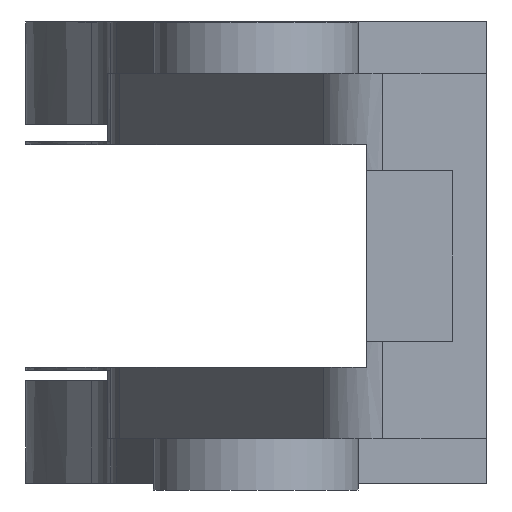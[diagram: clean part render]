
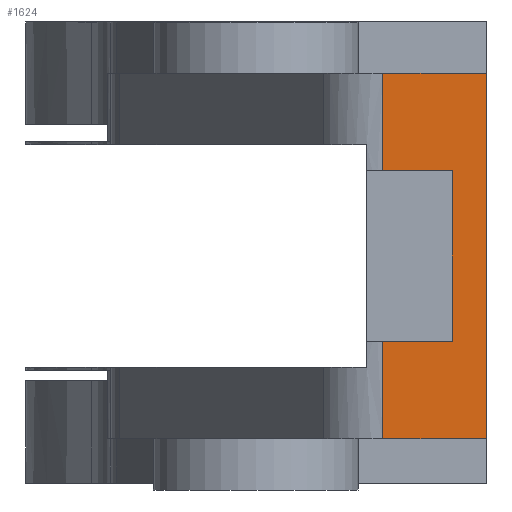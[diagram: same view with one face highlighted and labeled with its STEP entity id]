
A CAD part, left-side view. The second image highlights one B-rep face of the part: STEP entity #1624.
In plain terms, the highlighted planar face has unit normal (-1, 0, 0).
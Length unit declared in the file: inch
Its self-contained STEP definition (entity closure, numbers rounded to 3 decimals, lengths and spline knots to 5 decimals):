
#64 = LINE ( 'NONE', #1015, #624 ) ;
#88 = LINE ( 'NONE', #149, #2827 ) ;
#149 = CARTESIAN_POINT ( 'NONE',  ( -2.7252, -0.18701, -0.00394 ) ) ;
#157 = DIRECTION ( 'NONE',  ( 0., -1., 0. ) ) ;
#253 = CARTESIAN_POINT ( 'NONE',  ( -2.7252, -0.14614, -0.00394 ) ) ;
#303 = ORIENTED_EDGE ( 'NONE', *, *, #631, .T. ) ;
#347 = CARTESIAN_POINT ( 'NONE',  ( -2.7252, -0.26575, -0.21457 ) ) ;
#393 = CARTESIAN_POINT ( 'NONE',  ( -2.7252, -0.05768, -0.21457 ) ) ;
#401 = ORIENTED_EDGE ( 'NONE', *, *, #2013, .F. ) ;
#409 = ORIENTED_EDGE ( 'NONE', *, *, #524, .T. ) ;
#411 = VECTOR ( 'NONE', #1595, 39.37008 ) ;
#421 = ORIENTED_EDGE ( 'NONE', *, *, #1661, .T. ) ;
#519 = AXIS2_PLACEMENT_3D ( 'NONE', #2717, #2965, #1542 ) ;
#524 = EDGE_CURVE ( 'NONE', #2374, #773, #2385, .T. ) ;
#575 = CARTESIAN_POINT ( 'NONE',  ( -2.7252, -0.26575, 0.20669 ) ) ;
#624 = VECTOR ( 'NONE', #2901, 39.37008 ) ;
#631 = EDGE_CURVE ( 'NONE', #2433, #1416, #88, .T. ) ;
#649 = LINE ( 'NONE', #1660, #411 ) ;
#739 = CARTESIAN_POINT ( 'NONE',  ( -2.7252, -0.26575, 0.09449 ) ) ;
#773 = VERTEX_POINT ( 'NONE', #1824 ) ;
#835 = PLANE ( 'NONE',  #519 ) ;
#1009 = VECTOR ( 'NONE', #1201, 39.37008 ) ;
#1013 = VECTOR ( 'NONE', #1827, 39.37008 ) ;
#1015 = CARTESIAN_POINT ( 'NONE',  ( -2.7252, -0.26575, -0.00394 ) ) ;
#1049 = DIRECTION ( 'NONE',  ( 0., 0., -1. ) ) ;
#1063 = VECTOR ( 'NONE', #2962, 39.37008 ) ;
#1105 = ORIENTED_EDGE ( 'NONE', *, *, #2173, .T. ) ;
#1180 = ORIENTED_EDGE ( 'NONE', *, *, #2707, .T. ) ;
#1201 = DIRECTION ( 'NONE',  ( 0., 0., -1. ) ) ;
#1275 = CARTESIAN_POINT ( 'NONE',  ( -2.7252, -0.14614, -0.10236 ) ) ;
#1389 = ORIENTED_EDGE ( 'NONE', *, *, #2559, .T. ) ;
#1416 = VERTEX_POINT ( 'NONE', #2755 ) ;
#1536 = CARTESIAN_POINT ( 'NONE',  ( -2.7252, -0.18701, 0.09449 ) ) ;
#1542 = DIRECTION ( 'NONE',  ( 0., 0., 1. ) ) ;
#1595 = DIRECTION ( 'NONE',  ( 0., 1., 0. ) ) ;
#1624 = ADVANCED_FACE ( 'NONE', ( #2491 ), #835, .T. ) ;
#1656 = CARTESIAN_POINT ( 'NONE',  ( -2.7252, -0.14614, -0.00394 ) ) ;
#1660 = CARTESIAN_POINT ( 'NONE',  ( -2.7252, -0.26575, -0.10236 ) ) ;
#1661 = EDGE_CURVE ( 'NONE', #773, #3063, #2997, .T. ) ;
#1690 = CARTESIAN_POINT ( 'NONE',  ( -2.7252, -0.14614, 0.20669 ) ) ;
#1824 = CARTESIAN_POINT ( 'NONE',  ( -2.7252, -0.14614, -0.21457 ) ) ;
#1827 = DIRECTION ( 'NONE',  ( 0., 0., -1. ) ) ;
#1830 = CARTESIAN_POINT ( 'NONE',  ( -2.7252, -0.14614, 0.09449 ) ) ;
#1972 = LINE ( 'NONE', #739, #2459 ) ;
#2013 = EDGE_CURVE ( 'NONE', #2918, #3063, #64, .T. ) ;
#2044 = VERTEX_POINT ( 'NONE', #1830 ) ;
#2134 = DIRECTION ( 'NONE',  ( 0., -1., 0. ) ) ;
#2173 = EDGE_CURVE ( 'NONE', #1416, #2374, #649, .T. ) ;
#2374 = VERTEX_POINT ( 'NONE', #1275 ) ;
#2376 = VERTEX_POINT ( 'NONE', #1690 ) ;
#2385 = LINE ( 'NONE', #253, #1009 ) ;
#2394 = ORIENTED_EDGE ( 'NONE', *, *, #2413, .T. ) ;
#2413 = EDGE_CURVE ( 'NONE', #2918, #2376, #2714, .T. ) ;
#2433 = VERTEX_POINT ( 'NONE', #1536 ) ;
#2459 = VECTOR ( 'NONE', #2134, 39.37008 ) ;
#2491 = FACE_OUTER_BOUND ( 'NONE', #2661, .T. ) ;
#2559 = EDGE_CURVE ( 'NONE', #2376, #2044, #2798, .T. ) ;
#2661 = EDGE_LOOP ( 'NONE', ( #2394, #1389, #1180, #303, #1105, #409, #421, #401 ) ) ;
#2707 = EDGE_CURVE ( 'NONE', #2044, #2433, #1972, .T. ) ;
#2714 = LINE ( 'NONE', #2743, #1063 ) ;
#2717 = CARTESIAN_POINT ( 'NONE',  ( -2.7252, -0.26575, -0.00394 ) ) ;
#2743 = CARTESIAN_POINT ( 'NONE',  ( -2.7252, -0.26575, 0.20669 ) ) ;
#2755 = CARTESIAN_POINT ( 'NONE',  ( -2.7252, -0.18701, -0.10236 ) ) ;
#2788 = VECTOR ( 'NONE', #157, 39.37008 ) ;
#2798 = LINE ( 'NONE', #1656, #1013 ) ;
#2827 = VECTOR ( 'NONE', #1049, 39.37008 ) ;
#2901 = DIRECTION ( 'NONE',  ( 0., 0., -1. ) ) ;
#2918 = VERTEX_POINT ( 'NONE', #575 ) ;
#2962 = DIRECTION ( 'NONE',  ( 0., 1., 0. ) ) ;
#2965 = DIRECTION ( 'NONE',  ( -1., 0., 0. ) ) ;
#2997 = LINE ( 'NONE', #393, #2788 ) ;
#3063 = VERTEX_POINT ( 'NONE', #347 ) ;
